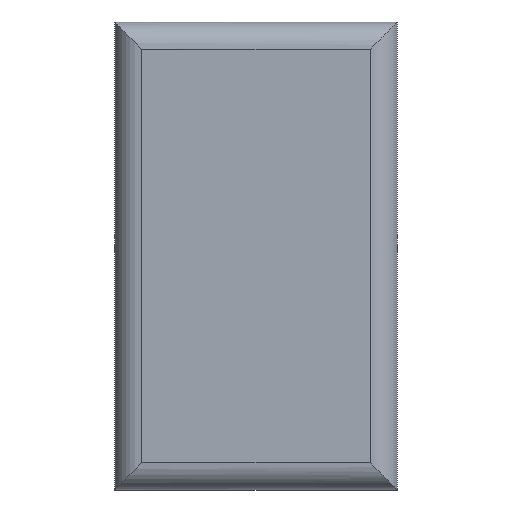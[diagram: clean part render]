
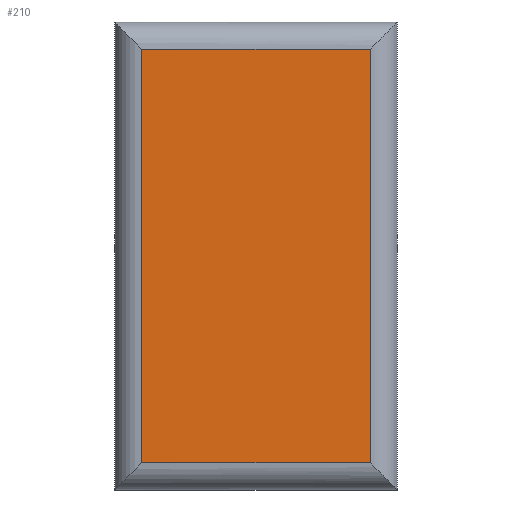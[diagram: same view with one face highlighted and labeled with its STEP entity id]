
A CAD part, front view. The second image highlights one B-rep face of the part: STEP entity #210.
In plain terms, the highlighted planar face has unit normal (0, -1, 0).
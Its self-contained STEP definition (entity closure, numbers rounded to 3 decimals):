
#36=FACE_OUTER_BOUND('',#50,.T.);
#50=EDGE_LOOP('',(#163,#164,#165,#166));
#75=LINE('',#358,#95);
#76=LINE('',#360,#96);
#77=LINE('',#362,#97);
#78=LINE('',#363,#98);
#95=VECTOR('',#285,1000.);
#96=VECTOR('',#286,1000.);
#97=VECTOR('',#287,1000.);
#98=VECTOR('',#288,1000.);
#111=VERTEX_POINT('',#356);
#112=VERTEX_POINT('',#357);
#113=VERTEX_POINT('',#359);
#114=VERTEX_POINT('',#361);
#131=EDGE_CURVE('',#111,#112,#75,.T.);
#132=EDGE_CURVE('',#112,#113,#76,.T.);
#133=EDGE_CURVE('',#113,#114,#77,.T.);
#134=EDGE_CURVE('',#114,#111,#78,.T.);
#163=ORIENTED_EDGE('',*,*,#131,.T.);
#164=ORIENTED_EDGE('',*,*,#132,.T.);
#165=ORIENTED_EDGE('',*,*,#133,.T.);
#166=ORIENTED_EDGE('',*,*,#134,.T.);
#204=PLANE('',#238);
#210=ADVANCED_FACE('',(#36),#204,.F.);
#238=AXIS2_PLACEMENT_3D('',#355,#283,#284);
#283=DIRECTION('center_axis',(0.,1.,0.));
#284=DIRECTION('ref_axis',(0.,0.,1.));
#285=DIRECTION('',(0.,0.,-1.));
#286=DIRECTION('',(1.,0.,0.));
#287=DIRECTION('',(0.,0.,1.));
#288=DIRECTION('',(-1.,0.,0.));
#355=CARTESIAN_POINT('Origin',(0.,0.,0.));
#356=CARTESIAN_POINT('',(-10.5,0.,19.));
#357=CARTESIAN_POINT('',(-10.5,0.,-19.));
#358=CARTESIAN_POINT('',(-10.5,0.,0.));
#359=CARTESIAN_POINT('',(10.5,0.,-19.));
#360=CARTESIAN_POINT('',(0.,0.,-19.));
#361=CARTESIAN_POINT('',(10.5,0.,19.));
#362=CARTESIAN_POINT('',(10.5,0.,0.));
#363=CARTESIAN_POINT('',(0.,0.,19.));
